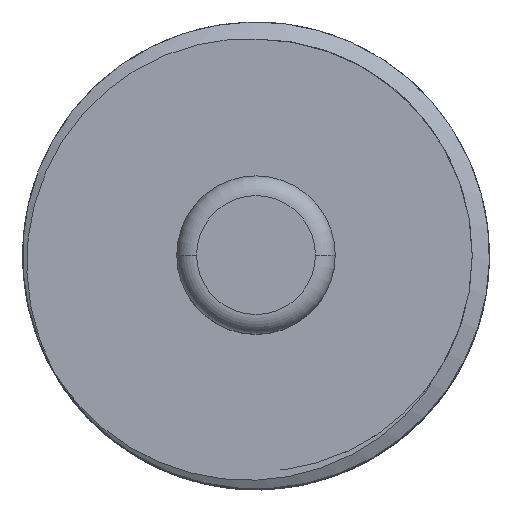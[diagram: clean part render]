
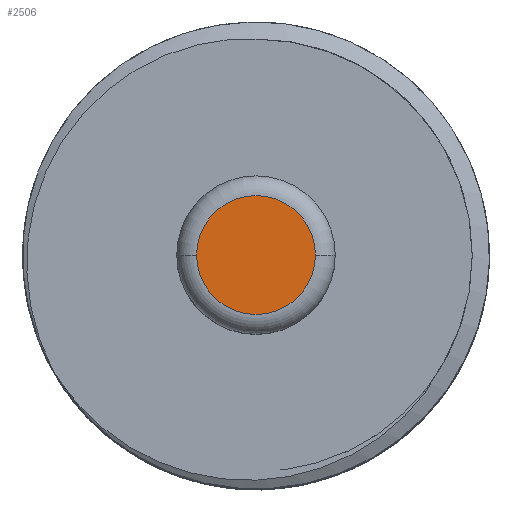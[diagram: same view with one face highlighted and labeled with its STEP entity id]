
A CAD part, top view. The second image highlights one B-rep face of the part: STEP entity #2506.
In plain terms, the highlighted planar face has unit normal (0, 0, 1).
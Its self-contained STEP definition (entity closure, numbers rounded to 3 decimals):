
#172 = DIRECTION ( 'NONE',  ( 0., 0., 1. ) ) ;
#833 = AXIS2_PLACEMENT_3D ( 'NONE', #4059, #1384, #4512 ) ;
#852 = VERTEX_POINT ( 'NONE', #5061 ) ;
#1384 = DIRECTION ( 'NONE',  ( 0., 0., 1. ) ) ;
#1514 = CARTESIAN_POINT ( 'NONE',  ( 0., 0., 56. ) ) ;
#1871 = EDGE_CURVE ( 'NONE', #852, #3443, #5026, .T. ) ;
#2419 = DIRECTION ( 'NONE',  ( 1., 0., 0. ) ) ;
#2506 = ADVANCED_FACE ( 'NONE', ( #3590 ), #4646, .T. ) ;
#2792 = AXIS2_PLACEMENT_3D ( 'NONE', #1514, #5094, #2419 ) ;
#2850 = CARTESIAN_POINT ( 'NONE',  ( 0., 0., 56. ) ) ;
#2916 = ORIENTED_EDGE ( 'NONE', *, *, #1871, .T. ) ;
#3306 = DIRECTION ( 'NONE',  ( 1., 0., 0. ) ) ;
#3311 = CARTESIAN_POINT ( 'NONE',  ( 3., 0., 56. ) ) ;
#3443 = VERTEX_POINT ( 'NONE', #3311 ) ;
#3590 = FACE_OUTER_BOUND ( 'NONE', #4704, .T. ) ;
#4059 = CARTESIAN_POINT ( 'NONE',  ( 0., 0., 56. ) ) ;
#4326 = CIRCLE ( 'NONE', #5092, 3. ) ;
#4471 = ORIENTED_EDGE ( 'NONE', *, *, #5587, .T. ) ;
#4512 = DIRECTION ( 'NONE',  ( 1., 0., 0. ) ) ;
#4646 = PLANE ( 'NONE',  #2792 ) ;
#4704 = EDGE_LOOP ( 'NONE', ( #4471, #2916 ) ) ;
#5026 = CIRCLE ( 'NONE', #833, 3. ) ;
#5061 = CARTESIAN_POINT ( 'NONE',  ( -3., 0., 56. ) ) ;
#5092 = AXIS2_PLACEMENT_3D ( 'NONE', #2850, #172, #3306 ) ;
#5094 = DIRECTION ( 'NONE',  ( 0., 0., 1. ) ) ;
#5587 = EDGE_CURVE ( 'NONE', #3443, #852, #4326, .T. ) ;
